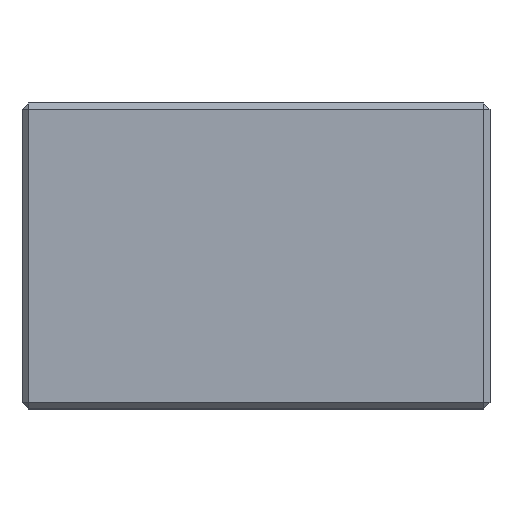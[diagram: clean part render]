
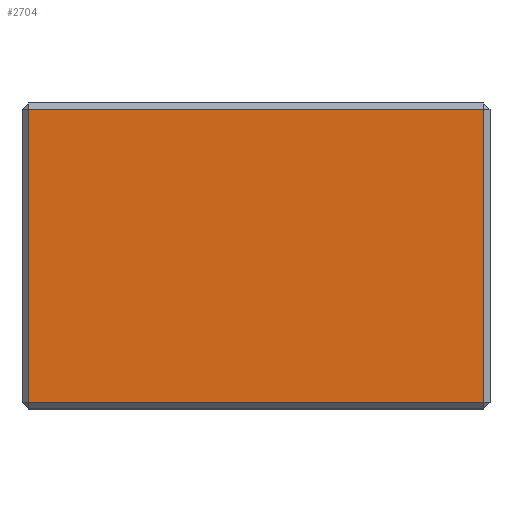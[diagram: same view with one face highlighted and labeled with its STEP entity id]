
A CAD part, top view. The second image highlights one B-rep face of the part: STEP entity #2704.
In plain terms, the highlighted planar face has unit normal (0, 0, 1).
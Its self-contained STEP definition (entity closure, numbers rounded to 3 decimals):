
#36 = LINE ( 'NONE', #1734, #900 ) ;
#41 = PLANE ( 'NONE',  #2939 ) ;
#194 = LINE ( 'NONE', #2794, #1019 ) ;
#220 = CARTESIAN_POINT ( 'NONE',  ( 22.7, 0.3, 23. ) ) ;
#258 = DIRECTION ( 'NONE',  ( -1., 0., 0. ) ) ;
#506 = EDGE_CURVE ( 'NONE', #1259, #2137, #36, .T. ) ;
#541 = VECTOR ( 'NONE', #894, 1000. ) ;
#545 = CARTESIAN_POINT ( 'NONE',  ( 0.3, 14.7, 23. ) ) ;
#546 = EDGE_LOOP ( 'NONE', ( #1882, #2923, #3022, #2004 ) ) ;
#588 = CARTESIAN_POINT ( 'NONE',  ( 0.3, 0.3, 23. ) ) ;
#645 = CARTESIAN_POINT ( 'NONE',  ( 0.3, 15., 23. ) ) ;
#662 = CARTESIAN_POINT ( 'NONE',  ( 22.7, 15., 23. ) ) ;
#723 = CARTESIAN_POINT ( 'NONE',  ( 0., 15., 23. ) ) ;
#867 = LINE ( 'NONE', #662, #1267 ) ;
#894 = DIRECTION ( 'NONE',  ( 0., -1., 0. ) ) ;
#900 = VECTOR ( 'NONE', #2643, 1000. ) ;
#1019 = VECTOR ( 'NONE', #2294, 1000. ) ;
#1233 = DIRECTION ( 'NONE',  ( 0., 0., -1. ) ) ;
#1259 = VERTEX_POINT ( 'NONE', #2424 ) ;
#1267 = VECTOR ( 'NONE', #1389, 1000. ) ;
#1389 = DIRECTION ( 'NONE',  ( 0., 1., 0. ) ) ;
#1504 = EDGE_CURVE ( 'NONE', #2239, #2398, #194, .T. ) ;
#1515 = EDGE_CURVE ( 'NONE', #2398, #1259, #867, .T. ) ;
#1734 = CARTESIAN_POINT ( 'NONE',  ( 0., 14.7, 23. ) ) ;
#1882 = ORIENTED_EDGE ( 'NONE', *, *, #506, .T. ) ;
#1925 = EDGE_CURVE ( 'NONE', #2137, #2239, #2326, .T. ) ;
#2004 = ORIENTED_EDGE ( 'NONE', *, *, #1515, .T. ) ;
#2137 = VERTEX_POINT ( 'NONE', #545 ) ;
#2174 = FACE_OUTER_BOUND ( 'NONE', #546, .T. ) ;
#2239 = VERTEX_POINT ( 'NONE', #588 ) ;
#2294 = DIRECTION ( 'NONE',  ( 1., 0., 0. ) ) ;
#2326 = LINE ( 'NONE', #645, #541 ) ;
#2398 = VERTEX_POINT ( 'NONE', #220 ) ;
#2424 = CARTESIAN_POINT ( 'NONE',  ( 22.7, 14.7, 23. ) ) ;
#2643 = DIRECTION ( 'NONE',  ( -1., 0., 0. ) ) ;
#2704 = ADVANCED_FACE ( 'NONE', ( #2174 ), #41, .F. ) ;
#2794 = CARTESIAN_POINT ( 'NONE',  ( 0., 0.3, 23. ) ) ;
#2923 = ORIENTED_EDGE ( 'NONE', *, *, #1925, .T. ) ;
#2939 = AXIS2_PLACEMENT_3D ( 'NONE', #723, #1233, #258 ) ;
#3022 = ORIENTED_EDGE ( 'NONE', *, *, #1504, .T. ) ;
